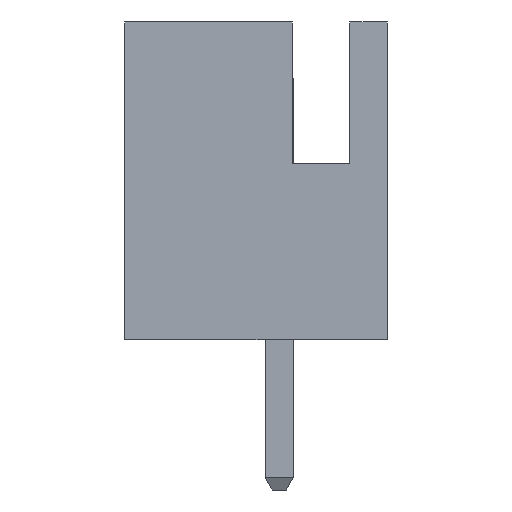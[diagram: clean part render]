
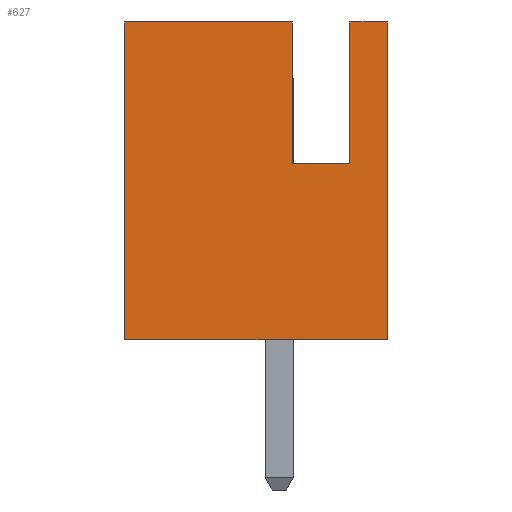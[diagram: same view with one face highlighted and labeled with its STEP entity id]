
A CAD part, left-side view. The second image highlights one B-rep face of the part: STEP entity #627.
In plain terms, the highlighted planar face has unit normal (-1, 0, 0).
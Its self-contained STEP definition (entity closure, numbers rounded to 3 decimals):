
#627=ADVANCED_FACE('',(#1260),#1262,.T.);
#1260=FACE_BOUND('',#1261,.T.);
#1261=EDGE_LOOP('',(#1770,#1771,#1772,#1773,#1774,#1775,#1776,#1777));
#1262=PLANE('',#1263);
#1263=AXIS2_PLACEMENT_3D('',#1264,#1265,#1266);
#1264=CARTESIAN_POINT('',(-2.55,0.,0.));
#1265=DIRECTION('',(-1.,0.,0.));
#1266=DIRECTION('',(0.,0.,-1.));
#1770=ORIENTED_EDGE('',*,*,#2109,.T.);
#1771=ORIENTED_EDGE('',*,*,#2110,.T.);
#1772=ORIENTED_EDGE('',*,*,#2029,.T.);
#1773=ORIENTED_EDGE('',*,*,#2111,.T.);
#1774=ORIENTED_EDGE('',*,*,#2001,.T.);
#1775=ORIENTED_EDGE('',*,*,#2108,.T.);
#1776=ORIENTED_EDGE('',*,*,#2112,.T.);
#1777=ORIENTED_EDGE('',*,*,#2113,.T.);
#2001=EDGE_CURVE('',#2248,#2246,#2249,.T.);
#2029=EDGE_CURVE('',#2298,#2296,#2299,.T.);
#2108=EDGE_CURVE('',#2246,#2418,#2420,.T.);
#2109=EDGE_CURVE('',#2421,#2422,#2423,.F.);
#2110=EDGE_CURVE('',#2422,#2298,#2424,.T.);
#2111=EDGE_CURVE('',#2296,#2248,#2425,.T.);
#2112=EDGE_CURVE('',#2418,#2426,#2427,.F.);
#2113=EDGE_CURVE('',#2426,#2421,#2428,.F.);
#2246=VERTEX_POINT('',#2661);
#2248=VERTEX_POINT('',#2665);
#2249=LINE('',#2666,#2667);
#2296=VERTEX_POINT('',#2767);
#2298=VERTEX_POINT('',#2771);
#2299=LINE('',#2772,#2773);
#2418=VERTEX_POINT('',#3047);
#2420=LINE('',#3051,#3052);
#2421=VERTEX_POINT('',#3054);
#2422=VERTEX_POINT('',#3055);
#2423=LINE('',#3056,#3057);
#2424=LINE('',#3059,#3060);
#2425=LINE('',#3062,#3063);
#2426=VERTEX_POINT('',#3065);
#2427=LINE('',#3066,#3067);
#2428=LINE('',#3069,#3070);
#2661=CARTESIAN_POINT('',(-2.55,-2.45,7.2));
#2665=CARTESIAN_POINT('',(-2.55,-2.45,0.));
#2666=CARTESIAN_POINT('',(-2.55,-2.45,0.));
#2667=VECTOR('',#2668,1.);
#2668=DIRECTION('',(0.,0.,1.));
#2767=CARTESIAN_POINT('',(-2.55,3.5,0.));
#2771=CARTESIAN_POINT('',(-2.55,3.5,7.2));
#2772=CARTESIAN_POINT('',(-2.55,3.5,7.2));
#2773=VECTOR('',#2774,1.);
#2774=DIRECTION('',(0.,0.,-1.));
#3047=CARTESIAN_POINT('',(-2.55,-1.6,7.2));
#3051=CARTESIAN_POINT('',(-2.55,-2.45,7.2));
#3052=VECTOR('',#3053,1.);
#3053=DIRECTION('',(0.,1.,0.));
#3054=CARTESIAN_POINT('',(-2.55,-0.3,4.));
#3055=CARTESIAN_POINT('',(-2.55,-0.3,7.2));
#3056=CARTESIAN_POINT('',(-2.55,-0.3,7.2));
#3057=VECTOR('',#3058,1.);
#3058=DIRECTION('',(0.,0.,-1.));
#3059=CARTESIAN_POINT('',(-2.55,-0.3,7.2));
#3060=VECTOR('',#3061,1.);
#3061=DIRECTION('',(0.,1.,0.));
#3062=CARTESIAN_POINT('',(-2.55,3.5,0.));
#3063=VECTOR('',#3064,1.);
#3064=DIRECTION('',(0.,-1.,0.));
#3065=CARTESIAN_POINT('',(-2.55,-1.6,4.));
#3066=CARTESIAN_POINT('',(-2.55,-1.6,4.));
#3067=VECTOR('',#3068,1.);
#3068=DIRECTION('',(0.,0.,1.));
#3069=CARTESIAN_POINT('',(-2.55,-0.3,4.));
#3070=VECTOR('',#3071,1.);
#3071=DIRECTION('',(0.,-1.,0.));
